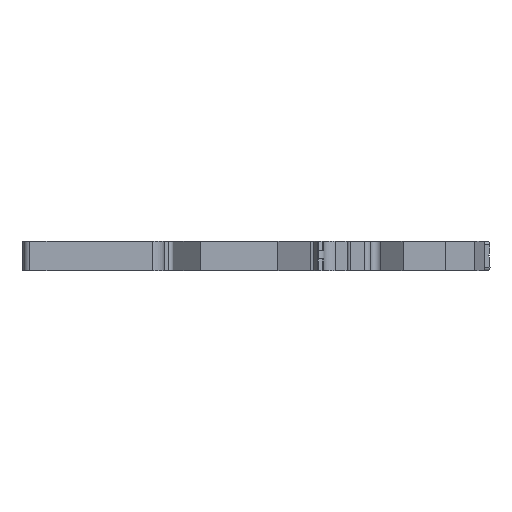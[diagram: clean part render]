
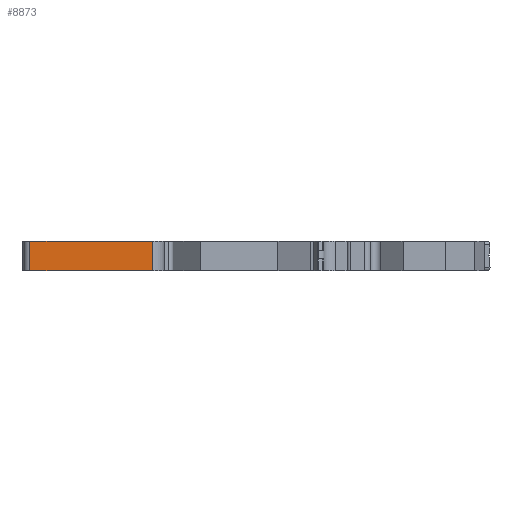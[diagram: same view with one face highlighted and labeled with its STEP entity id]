
A CAD part, front view. The second image highlights one B-rep face of the part: STEP entity #8873.
In plain terms, the highlighted planar face has unit normal (0, -1, 0).
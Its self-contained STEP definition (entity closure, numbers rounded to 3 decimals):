
#2922=DIRECTION('',(0.,0.,1.));
#2923=VECTOR('',#2922,5.);
#2924=CARTESIAN_POINT('',(-17.75,0.,-5.));
#2925=LINE('',#2924,#2923);
#2926=DIRECTION('',(1.,0.,0.));
#2927=VECTOR('',#2926,21.05);
#2928=CARTESIAN_POINT('',(-38.8,0.,0.));
#2929=LINE('',#2928,#2927);
#2930=DIRECTION('',(-1.,0.,0.));
#2931=VECTOR('',#2930,21.05);
#2932=CARTESIAN_POINT('',(-17.75,0.,-5.));
#2933=LINE('',#2932,#2931);
#2934=DIRECTION('',(0.,0.,-1.));
#2935=VECTOR('',#2934,5.);
#2936=CARTESIAN_POINT('',(-38.8,0.,0.));
#2937=LINE('',#2936,#2935);
#3767=CARTESIAN_POINT('',(-17.75,0.,0.));
#3768=VERTEX_POINT('',#3767);
#3769=CARTESIAN_POINT('',(-38.8,0.,0.));
#3770=VERTEX_POINT('',#3769);
#4289=CARTESIAN_POINT('',(-38.8,0.,-5.));
#4290=VERTEX_POINT('',#4289);
#4291=CARTESIAN_POINT('',(-17.75,0.,-5.));
#4292=VERTEX_POINT('',#4291);
#8861=CARTESIAN_POINT('',(-28.275,0.,-2.5));
#8862=DIRECTION('',(0.,1.,0.));
#8863=DIRECTION('',(1.,0.,0.));
#8864=AXIS2_PLACEMENT_3D('',#8861,#8862,#8863);
#8865=PLANE('',#8864);
#8867=ORIENTED_EDGE('',*,*,#8866,.F.);
#8868=ORIENTED_EDGE('',*,*,#5755,.T.);
#8869=ORIENTED_EDGE('',*,*,#8856,.F.);
#8870=ORIENTED_EDGE('',*,*,#5123,.T.);
#8871=EDGE_LOOP('',(#8867,#8868,#8869,#8870));
#8872=FACE_OUTER_BOUND('',#8871,.F.);
#5123=EDGE_CURVE('',#4292,#4290,#2933,.T.);
#5755=EDGE_CURVE('',#3770,#3768,#2929,.T.);
#8856=EDGE_CURVE('',#4292,#3768,#2925,.T.);
#8866=EDGE_CURVE('',#3770,#4290,#2937,.T.);
#8873=ADVANCED_FACE('',(#8872),#8865,.F.);
